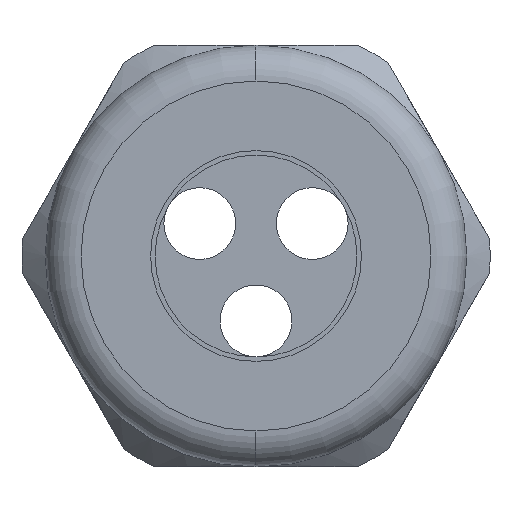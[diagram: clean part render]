
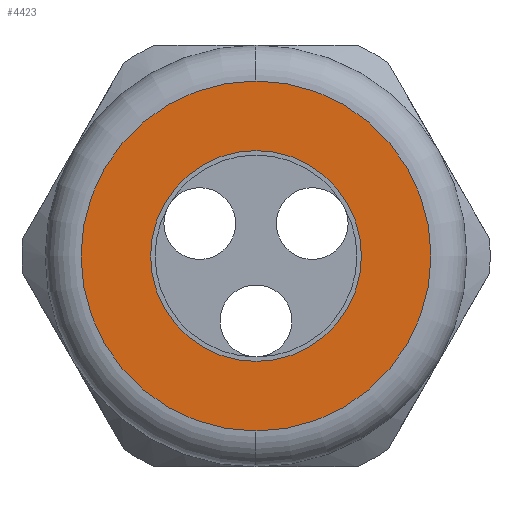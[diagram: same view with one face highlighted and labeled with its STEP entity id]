
A CAD part, left-side view. The second image highlights one B-rep face of the part: STEP entity #4423.
In plain terms, the highlighted planar face has unit normal (-1, 0, 0).
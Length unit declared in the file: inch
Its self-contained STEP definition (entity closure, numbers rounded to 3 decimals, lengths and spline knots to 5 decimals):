
#38 = EDGE_LOOP ( 'NONE', ( #44, #39 ) ) ;
#39 = ORIENTED_EDGE ( 'NONE', *, *, #4682, .T. ) ;
#44 = ORIENTED_EDGE ( 'NONE', *, *, #45, .T. ) ;
#45 = EDGE_CURVE ( 'NONE', #4669, #4667, #509, .T. ) ;
#46 = ORIENTED_EDGE ( 'NONE', *, *, #4625, .T. ) ;
#47 = ORIENTED_EDGE ( 'NONE', *, *, #48, .T. ) ;
#48 = EDGE_CURVE ( 'NONE', #4592, #4622, #561, .T. ) ;
#509 = CIRCLE ( 'NONE', #565, 0.235 ) ;
#557 = DIRECTION ( 'NONE',  ( 0., 0., 1. ) ) ;
#558 = DIRECTION ( 'NONE',  ( -1., 0., 0. ) ) ;
#559 = CARTESIAN_POINT ( 'NONE',  ( -1.37, 0., 0. ) ) ;
#560 = AXIS2_PLACEMENT_3D ( 'NONE', #559, #558, #557 ) ;
#561 = CIRCLE ( 'NONE', #560, 0.39 ) ;
#562 = DIRECTION ( 'NONE',  ( 0., 0., -1. ) ) ;
#563 = DIRECTION ( 'NONE',  ( 1., 0., 0. ) ) ;
#564 = CARTESIAN_POINT ( 'NONE',  ( -1.37, 0., 0. ) ) ;
#565 = AXIS2_PLACEMENT_3D ( 'NONE', #564, #563, #562 ) ;
#2578 = DIRECTION ( 'NONE',  ( 0., 0., 1. ) ) ;
#2579 = DIRECTION ( 'NONE',  ( -1., 0., 0. ) ) ;
#2580 = CARTESIAN_POINT ( 'NONE',  ( -1.37, 0.47, 0. ) ) ;
#2581 = AXIS2_PLACEMENT_3D ( 'NONE', #2580, #2579, #2578 ) ;
#2582 = PLANE ( 'NONE',  #2581 ) ;
#2583 = FACE_BOUND ( 'NONE', #38, .T. ) ;
#2584 = FACE_OUTER_BOUND ( 'NONE', #4421, .T. ) ;
#2862 = CARTESIAN_POINT ( 'NONE',  ( -1.37, 0., -0.39 ) ) ;
#2925 = DIRECTION ( 'NONE',  ( 0., 0., 1. ) ) ;
#2926 = DIRECTION ( 'NONE',  ( -1., 0., 0. ) ) ;
#2927 = CARTESIAN_POINT ( 'NONE',  ( -1.37, 0., 0. ) ) ;
#2928 = AXIS2_PLACEMENT_3D ( 'NONE', #2927, #2926, #2925 ) ;
#2929 = CIRCLE ( 'NONE', #2928, 0.39 ) ;
#2936 = CARTESIAN_POINT ( 'NONE',  ( -1.37, 0., 0.39 ) ) ;
#3037 = CARTESIAN_POINT ( 'NONE',  ( -1.37, 0., -0.235 ) ) ;
#3042 = CARTESIAN_POINT ( 'NONE',  ( -1.37, 0., 0.235 ) ) ;
#3071 = DIRECTION ( 'NONE',  ( 0., 0., -1. ) ) ;
#3072 = DIRECTION ( 'NONE',  ( 1., 0., 0. ) ) ;
#3073 = CARTESIAN_POINT ( 'NONE',  ( -1.37, 0., 0. ) ) ;
#3074 = AXIS2_PLACEMENT_3D ( 'NONE', #3073, #3072, #3071 ) ;
#3075 = CIRCLE ( 'NONE', #3074, 0.235 ) ;
#4421 = EDGE_LOOP ( 'NONE', ( #46, #47 ) ) ;
#4423 = ADVANCED_FACE ( 'NONE', ( #2584, #2583 ), #2582, .T. ) ;
#4592 = VERTEX_POINT ( 'NONE', #2862 ) ;
#4622 = VERTEX_POINT ( 'NONE', #2936 ) ;
#4625 = EDGE_CURVE ( 'NONE', #4622, #4592, #2929, .T. ) ;
#4667 = VERTEX_POINT ( 'NONE', #3042 ) ;
#4669 = VERTEX_POINT ( 'NONE', #3037 ) ;
#4682 = EDGE_CURVE ( 'NONE', #4667, #4669, #3075, .T. ) ;
